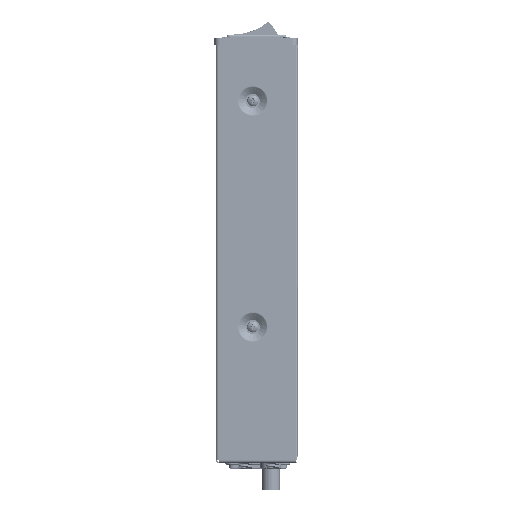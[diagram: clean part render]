
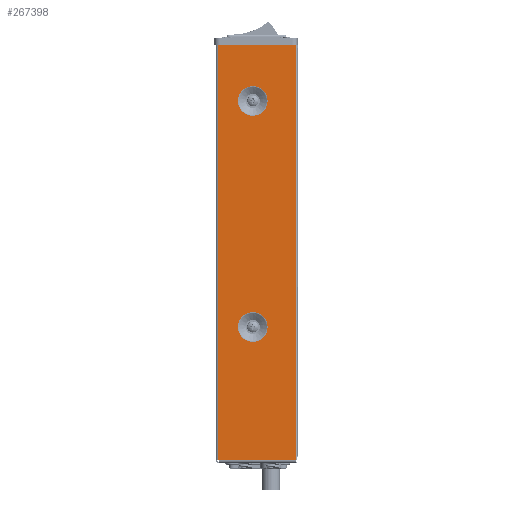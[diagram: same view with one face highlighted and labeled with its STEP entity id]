
A CAD part, left-side view. The second image highlights one B-rep face of the part: STEP entity #267398.
In plain terms, the highlighted planar face has unit normal (-1, 0, 0).
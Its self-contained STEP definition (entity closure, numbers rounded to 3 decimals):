
#2943 = ORIENTED_EDGE ( 'NONE', *, *, #305123, .T. ) ;
#7621 = EDGE_LOOP ( 'NONE', ( #167140, #2943 ) ) ;
#12080 = CARTESIAN_POINT ( 'NONE',  ( -71.909, 7.083, 33.138 ) ) ;
#14512 = LINE ( 'NONE', #271396, #146121 ) ;
#20482 = ORIENTED_EDGE ( 'NONE', *, *, #327277, .F. ) ;
#23317 = VERTEX_POINT ( 'NONE', #248707 ) ;
#26936 = DIRECTION ( 'NONE',  ( 0., 0., 1. ) ) ;
#33756 = CARTESIAN_POINT ( 'NONE',  ( -71.909, 27.083, 71.145 ) ) ;
#36291 = DIRECTION ( 'NONE',  ( 0., -1., 0. ) ) ;
#37958 = DIRECTION ( 'NONE',  ( 1., 0., 0. ) ) ;
#40922 = EDGE_LOOP ( 'NONE', ( #377962, #141147, #20482, #295624 ) ) ;
#48155 = VERTEX_POINT ( 'NONE', #406543 ) ;
#65343 = CIRCLE ( 'NONE', #300522, 8.008 ) ;
#66037 = CARTESIAN_POINT ( 'NONE',  ( -71.909, 7.083, 41.145 ) ) ;
#81456 = CARTESIAN_POINT ( 'NONE',  ( -71.909, 7.083, -72.847 ) ) ;
#82098 = CARTESIAN_POINT ( 'NONE',  ( -71.909, 7.083, 41.145 ) ) ;
#88807 = FACE_BOUND ( 'NONE', #7621, .T. ) ;
#90663 = VERTEX_POINT ( 'NONE', #12080 ) ;
#110285 = VERTEX_POINT ( 'NONE', #286839 ) ;
#113583 = LINE ( 'NONE', #362120, #137072 ) ;
#122400 = FACE_OUTER_BOUND ( 'NONE', #40922, .T. ) ;
#136661 = CIRCLE ( 'NONE', #204000, 8.008 ) ;
#137072 = VECTOR ( 'NONE', #330468, 1000. ) ;
#139696 = AXIS2_PLACEMENT_3D ( 'NONE', #33756, #37958, #360074 ) ;
#140122 = AXIS2_PLACEMENT_3D ( 'NONE', #66037, #194375, #322696 ) ;
#141147 = ORIENTED_EDGE ( 'NONE', *, *, #146564, .T. ) ;
#146121 = VECTOR ( 'NONE', #328395, 1000. ) ;
#146564 = EDGE_CURVE ( 'NONE', #154286, #188427, #189206, .T. ) ;
#154286 = VERTEX_POINT ( 'NONE', #315527 ) ;
#164210 = CARTESIAN_POINT ( 'NONE',  ( -71.909, 7.083, -80.855 ) ) ;
#167140 = ORIENTED_EDGE ( 'NONE', *, *, #347536, .T. ) ;
#171014 = LINE ( 'NONE', #269790, #307134 ) ;
#179506 = EDGE_CURVE ( 'NONE', #110285, #401529, #65343, .T. ) ;
#188427 = VERTEX_POINT ( 'NONE', #202324 ) ;
#189206 = LINE ( 'NONE', #376578, #309168 ) ;
#191514 = ORIENTED_EDGE ( 'NONE', *, *, #358567, .T. ) ;
#191670 = DIRECTION ( 'NONE',  ( 0., 0., -1. ) ) ;
#194375 = DIRECTION ( 'NONE',  ( 1., 0., 0. ) ) ;
#195833 = DIRECTION ( 'NONE',  ( 1., 0., 0. ) ) ;
#202324 = CARTESIAN_POINT ( 'NONE',  ( -71.909, -16.13, 71.145 ) ) ;
#204000 = AXIS2_PLACEMENT_3D ( 'NONE', #242265, #396051, #269639 ) ;
#204199 = ORIENTED_EDGE ( 'NONE', *, *, #179506, .T. ) ;
#214422 = EDGE_LOOP ( 'NONE', ( #204199, #191514 ) ) ;
#238262 = AXIS2_PLACEMENT_3D ( 'NONE', #82098, #370449, #402023 ) ;
#242265 = CARTESIAN_POINT ( 'NONE',  ( -71.909, 7.083, -80.855 ) ) ;
#248707 = CARTESIAN_POINT ( 'NONE',  ( -71.909, 7.083, 49.153 ) ) ;
#251859 = CIRCLE ( 'NONE', #238262, 8.008 ) ;
#259202 = EDGE_CURVE ( 'NONE', #48155, #325663, #113583, .T. ) ;
#267398 = ADVANCED_FACE ( 'NONE', ( #88807, #345515, #122400 ), #379178, .F. ) ;
#269639 = DIRECTION ( 'NONE',  ( 0., 0., -1. ) ) ;
#269790 = CARTESIAN_POINT ( 'NONE',  ( -71.909, 26.347, 71.145 ) ) ;
#271396 = CARTESIAN_POINT ( 'NONE',  ( -71.909, 25.61, -152.807 ) ) ;
#282429 = EDGE_CURVE ( 'NONE', #48155, #154286, #14512, .T. ) ;
#286839 = CARTESIAN_POINT ( 'NONE',  ( -71.909, 7.083, -88.862 ) ) ;
#295624 = ORIENTED_EDGE ( 'NONE', *, *, #259202, .F. ) ;
#300522 = AXIS2_PLACEMENT_3D ( 'NONE', #164210, #195833, #191670 ) ;
#305123 = EDGE_CURVE ( 'NONE', #23317, #90663, #251859, .T. ) ;
#307134 = VECTOR ( 'NONE', #36291, 1000. ) ;
#309168 = VECTOR ( 'NONE', #26936, 1000. ) ;
#314995 = CIRCLE ( 'NONE', #140122, 8.008 ) ;
#315527 = CARTESIAN_POINT ( 'NONE',  ( -71.909, -16.13, -152.807 ) ) ;
#322696 = DIRECTION ( 'NONE',  ( 0., 0., -1. ) ) ;
#325663 = VERTEX_POINT ( 'NONE', #331370 ) ;
#327277 = EDGE_CURVE ( 'NONE', #325663, #188427, #171014, .T. ) ;
#328395 = DIRECTION ( 'NONE',  ( 0., -1., 0. ) ) ;
#330468 = DIRECTION ( 'NONE',  ( 0., 0., 1. ) ) ;
#331370 = CARTESIAN_POINT ( 'NONE',  ( -71.909, 25.61, 71.145 ) ) ;
#345515 = FACE_BOUND ( 'NONE', #214422, .T. ) ;
#347536 = EDGE_CURVE ( 'NONE', #90663, #23317, #314995, .T. ) ;
#358567 = EDGE_CURVE ( 'NONE', #401529, #110285, #136661, .T. ) ;
#360074 = DIRECTION ( 'NONE',  ( 0., 1., 0. ) ) ;
#362120 = CARTESIAN_POINT ( 'NONE',  ( -71.909, 25.61, 71.145 ) ) ;
#370449 = DIRECTION ( 'NONE',  ( 1., 0., 0. ) ) ;
#376578 = CARTESIAN_POINT ( 'NONE',  ( -71.909, -16.13, -152.807 ) ) ;
#377962 = ORIENTED_EDGE ( 'NONE', *, *, #282429, .T. ) ;
#379178 = PLANE ( 'NONE',  #139696 ) ;
#396051 = DIRECTION ( 'NONE',  ( 1., 0., 0. ) ) ;
#401529 = VERTEX_POINT ( 'NONE', #81456 ) ;
#402023 = DIRECTION ( 'NONE',  ( 0., 0., -1. ) ) ;
#406543 = CARTESIAN_POINT ( 'NONE',  ( -71.909, 25.61, -152.807 ) ) ;
